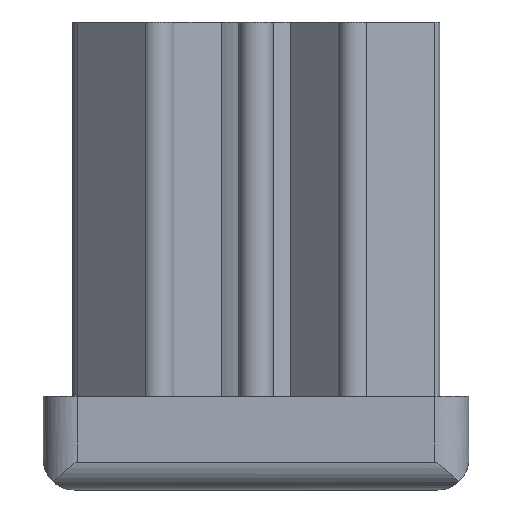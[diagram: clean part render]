
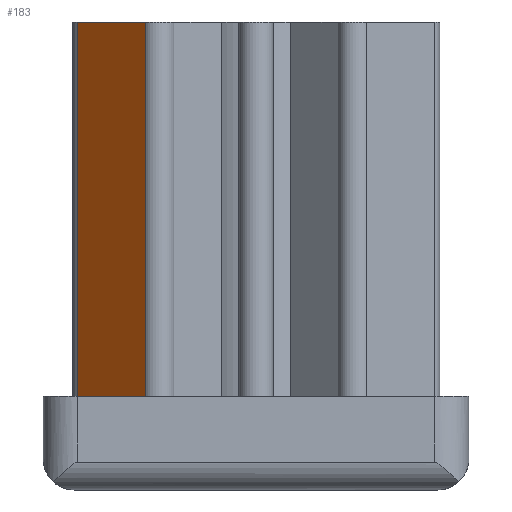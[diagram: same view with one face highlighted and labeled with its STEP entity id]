
A CAD part, left-side view. The second image highlights one B-rep face of the part: STEP entity #183.
In plain terms, the highlighted planar face has unit normal (-0.707, 0.707, 0).
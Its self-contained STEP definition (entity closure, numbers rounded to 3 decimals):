
#183 = ADVANCED_FACE( '', ( #385 ), #386, .F. );
#385 = FACE_OUTER_BOUND( '', #600, .T. );
#386 = PLANE( '', #601 );
#600 = EDGE_LOOP( '', ( #1138, #1139, #1140, #1141 ) );
#601 = AXIS2_PLACEMENT_3D( '', #1142, #1143, #1144 );
#1138 = ORIENTED_EDGE( '', *, *, #1531, .T. );
#1139 = ORIENTED_EDGE( '', *, *, #1454, .T. );
#1140 = ORIENTED_EDGE( '', *, *, #1382, .F. );
#1141 = ORIENTED_EDGE( '', *, *, #1425, .F. );
#1142 = CARTESIAN_POINT( '', ( -13., 21., 55. ) );
#1143 = DIRECTION( '', ( 0.707, -0.707, 0. ) );
#1144 = DIRECTION( '', ( 0.707, 0.707, 0. ) );
#1382 = EDGE_CURVE( '', #1690, #1691, #1692, .T. );
#1425 = EDGE_CURVE( '', #1764, #1690, #1766, .T. );
#1454 = EDGE_CURVE( '', #1812, #1691, #1813, .T. );
#1531 = EDGE_CURVE( '', #1764, #1812, #1908, .T. );
#1690 = VERTEX_POINT( '', #2215 );
#1691 = VERTEX_POINT( '', #2216 );
#1692 = LINE( '', #2217, #2218 );
#1764 = VERTEX_POINT( '', #2337 );
#1766 = LINE( '', #2339, #2340 );
#1812 = VERTEX_POINT( '', #2402 );
#1813 = LINE( '', #2403, #2404 );
#1908 = LINE( '', #2549, #2550 );
#2215 = CARTESIAN_POINT( '', ( -21., 13., 55. ) );
#2216 = CARTESIAN_POINT( '', ( -21., 13., 11. ) );
#2217 = CARTESIAN_POINT( '', ( -21., 13., 55. ) );
#2218 = VECTOR( '', #2654, 1000. );
#2337 = CARTESIAN_POINT( '', ( -13., 21., 55. ) );
#2339 = CARTESIAN_POINT( '', ( -13., 21., 55. ) );
#2340 = VECTOR( '', #2724, 1000. );
#2402 = CARTESIAN_POINT( '', ( -13., 21., 11. ) );
#2403 = CARTESIAN_POINT( '', ( -13., 21., 11. ) );
#2404 = VECTOR( '', #2768, 1000. );
#2549 = CARTESIAN_POINT( '', ( -13., 21., 55. ) );
#2550 = VECTOR( '', #2844, 1000. );
#2654 = DIRECTION( '', ( 0., 0., -1. ) );
#2724 = DIRECTION( '', ( -0.707, -0.707, 0. ) );
#2768 = DIRECTION( '', ( -0.707, -0.707, 0. ) );
#2844 = DIRECTION( '', ( 0., 0., -1. ) );
